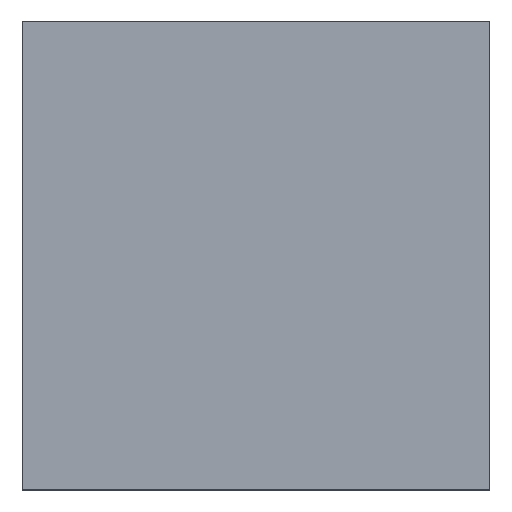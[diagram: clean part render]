
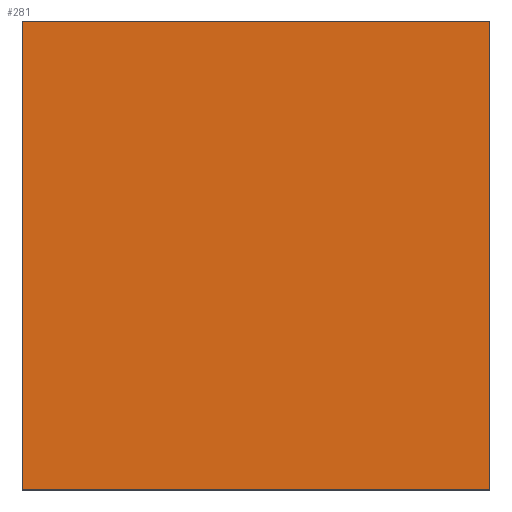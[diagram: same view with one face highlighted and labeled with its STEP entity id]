
A CAD part, top view. The second image highlights one B-rep face of the part: STEP entity #281.
In plain terms, the highlighted planar face has unit normal (0, 0, 1).
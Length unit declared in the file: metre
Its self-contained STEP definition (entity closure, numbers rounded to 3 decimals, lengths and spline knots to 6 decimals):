
#154=CARTESIAN_POINT('',(0.06,0.06,0.28));
#155=VERTEX_POINT('',#154);
#162=CARTESIAN_POINT('',(0.06,-0.06,0.28));
#163=VERTEX_POINT('',#162);
#164=CARTESIAN_POINT('',(0.06,0.06,0.28));
#165=DIRECTION('',(0.0,-1.0,0.0));
#166=VECTOR('',#165,0.12);
#167=LINE('',#164,#166);
#168=EDGE_CURVE('',#155,#163,#167,.T.);
#210=CARTESIAN_POINT('',(-0.06,-0.06,0.28));
#211=VERTEX_POINT('',#210);
#212=CARTESIAN_POINT('',(0.06,-0.06,0.28));
#213=DIRECTION('',(-1.0,0.0,0.0));
#214=VECTOR('',#213,0.12);
#215=LINE('',#212,#214);
#216=EDGE_CURVE('',#163,#211,#215,.T.);
#234=CARTESIAN_POINT('',(-0.06,0.06,0.28));
#235=VERTEX_POINT('',#234);
#236=CARTESIAN_POINT('',(-0.06,-0.06,0.28));
#237=DIRECTION('',(0.0,1.0,0.0));
#238=VECTOR('',#237,0.12);
#239=LINE('',#236,#238);
#240=EDGE_CURVE('',#211,#235,#239,.T.);
#258=CARTESIAN_POINT('',(-0.06,0.06,0.28));
#259=DIRECTION('',(1.0,0.0,0.0));
#260=VECTOR('',#259,0.12);
#261=LINE('',#258,#260);
#262=EDGE_CURVE('',#235,#155,#261,.T.);
#270=CARTESIAN_POINT('',(0.,0.,0.28));
#271=DIRECTION('',(0.0,0.0,1.0));
#272=DIRECTION('',(1.0,0.0,0.0));
#273=AXIS2_PLACEMENT_3D('',#270,#271,#272);
#274=PLANE('',#273);
#275=ORIENTED_EDGE('',*,*,#168,.F.);
#276=ORIENTED_EDGE('',*,*,#262,.F.);
#277=ORIENTED_EDGE('',*,*,#240,.F.);
#278=ORIENTED_EDGE('',*,*,#216,.F.);
#279=EDGE_LOOP('',(#275,#276,#277,#278));
#280=FACE_OUTER_BOUND('',#279,.T.);
#281=ADVANCED_FACE('',(#280),#274,.T.);
